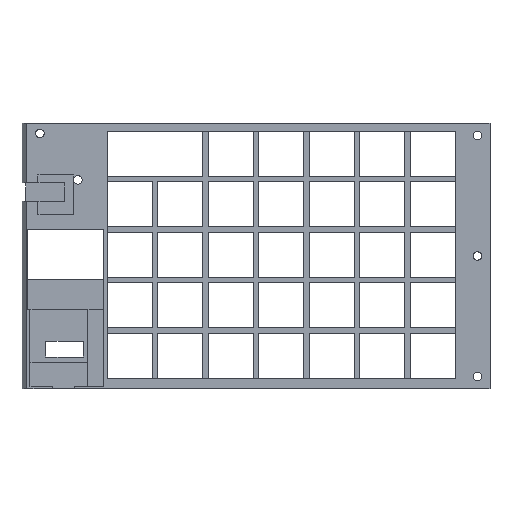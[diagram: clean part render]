
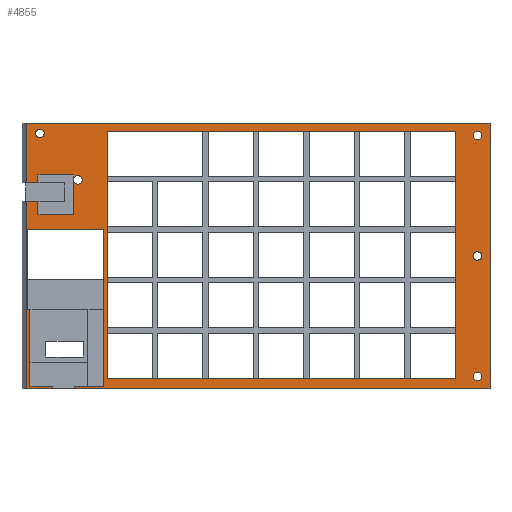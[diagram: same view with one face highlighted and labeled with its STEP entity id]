
A CAD part, front view. The second image highlights one B-rep face of the part: STEP entity #4855.
In plain terms, the highlighted planar face has unit normal (0, -1, 0).
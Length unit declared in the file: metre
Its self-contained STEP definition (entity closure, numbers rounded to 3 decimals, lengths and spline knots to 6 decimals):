
#503=LINE('',#7244,#1140);
#504=LINE('',#7247,#1141);
#505=LINE('',#7249,#1142);
#506=LINE('',#7251,#1143);
#507=LINE('',#7253,#1144);
#508=LINE('',#7255,#1145);
#509=LINE('',#7257,#1146);
#510=LINE('',#7259,#1147);
#511=LINE('',#7261,#1148);
#512=LINE('',#7263,#1149);
#513=LINE('',#7265,#1150);
#514=LINE('',#7267,#1151);
#515=LINE('',#7269,#1152);
#516=LINE('',#7271,#1153);
#517=LINE('',#7273,#1154);
#518=LINE('',#7275,#1155);
#519=LINE('',#7277,#1156);
#520=LINE('',#7279,#1157);
#521=LINE('',#7281,#1158);
#522=LINE('',#7285,#1159);
#523=LINE('',#7287,#1160);
#524=LINE('',#7289,#1161);
#525=LINE('',#7291,#1162);
#526=LINE('',#7292,#1163);
#527=LINE('',#7295,#1164);
#528=LINE('',#7297,#1165);
#529=LINE('',#7299,#1166);
#1140=VECTOR('',#5881,1.);
#1141=VECTOR('',#5882,1.);
#1142=VECTOR('',#5883,1.);
#1143=VECTOR('',#5884,1.);
#1144=VECTOR('',#5885,1.);
#1145=VECTOR('',#5886,1.);
#1146=VECTOR('',#5887,1.);
#1147=VECTOR('',#5888,1.);
#1148=VECTOR('',#5889,1.);
#1149=VECTOR('',#5890,1.);
#1150=VECTOR('',#5891,1.);
#1151=VECTOR('',#5892,1.);
#1152=VECTOR('',#5893,1.);
#1153=VECTOR('',#5894,1.);
#1154=VECTOR('',#5895,1.);
#1155=VECTOR('',#5896,1.);
#1156=VECTOR('',#5897,1.);
#1157=VECTOR('',#5898,1.);
#1158=VECTOR('',#5899,1.);
#1159=VECTOR('',#5902,1.);
#1160=VECTOR('',#5903,1.);
#1161=VECTOR('',#5904,1.);
#1162=VECTOR('',#5905,1.);
#1163=VECTOR('',#5906,1.);
#1164=VECTOR('',#5907,1.);
#1165=VECTOR('',#5908,1.);
#1166=VECTOR('',#5909,1.);
#2013=ORIENTED_EDGE('',*,*,#3208,.T.);
#2014=ORIENTED_EDGE('',*,*,#3209,.T.);
#2015=ORIENTED_EDGE('',*,*,#3210,.T.);
#2016=ORIENTED_EDGE('',*,*,#3211,.T.);
#2017=ORIENTED_EDGE('',*,*,#3212,.F.);
#2018=ORIENTED_EDGE('',*,*,#3213,.T.);
#2019=ORIENTED_EDGE('',*,*,#3214,.F.);
#2020=ORIENTED_EDGE('',*,*,#3215,.T.);
#2021=ORIENTED_EDGE('',*,*,#3216,.F.);
#2022=ORIENTED_EDGE('',*,*,#3217,.F.);
#2023=ORIENTED_EDGE('',*,*,#3218,.F.);
#2024=ORIENTED_EDGE('',*,*,#3219,.T.);
#2025=ORIENTED_EDGE('',*,*,#3220,.F.);
#2026=ORIENTED_EDGE('',*,*,#3221,.F.);
#2027=ORIENTED_EDGE('',*,*,#3222,.F.);
#2028=ORIENTED_EDGE('',*,*,#3223,.F.);
#2029=ORIENTED_EDGE('',*,*,#3224,.T.);
#2030=ORIENTED_EDGE('',*,*,#3225,.T.);
#2031=ORIENTED_EDGE('',*,*,#3226,.F.);
#2032=ORIENTED_EDGE('',*,*,#3227,.T.);
#2033=ORIENTED_EDGE('',*,*,#3228,.F.);
#2034=ORIENTED_EDGE('',*,*,#3229,.T.);
#2035=ORIENTED_EDGE('',*,*,#3230,.F.);
#2036=ORIENTED_EDGE('',*,*,#3231,.T.);
#2037=ORIENTED_EDGE('',*,*,#3232,.F.);
#2038=ORIENTED_EDGE('',*,*,#3233,.F.);
#2039=ORIENTED_EDGE('',*,*,#3234,.F.);
#2040=ORIENTED_EDGE('',*,*,#3235,.F.);
#2041=ORIENTED_EDGE('',*,*,#3236,.F.);
#2042=ORIENTED_EDGE('',*,*,#3237,.T.);
#2043=ORIENTED_EDGE('',*,*,#3238,.T.);
#2044=ORIENTED_EDGE('',*,*,#3239,.F.);
#3208=EDGE_CURVE('',#3796,#3796,#3942,.T.);
#3209=EDGE_CURVE('',#3797,#3797,#3943,.T.);
#3210=EDGE_CURVE('',#3798,#3798,#3944,.T.);
#3211=EDGE_CURVE('',#3799,#3799,#3945,.T.);
#3212=EDGE_CURVE('',#3800,#3801,#503,.T.);
#3213=EDGE_CURVE('',#3800,#3802,#504,.T.);
#3214=EDGE_CURVE('',#3803,#3802,#505,.T.);
#3215=EDGE_CURVE('',#3803,#3804,#506,.T.);
#3216=EDGE_CURVE('',#3805,#3804,#507,.T.);
#3217=EDGE_CURVE('',#3806,#3805,#508,.T.);
#3218=EDGE_CURVE('',#3807,#3806,#509,.T.);
#3219=EDGE_CURVE('',#3807,#3808,#510,.T.);
#3220=EDGE_CURVE('',#3809,#3808,#511,.T.);
#3221=EDGE_CURVE('',#3810,#3809,#512,.T.);
#3222=EDGE_CURVE('',#3811,#3810,#513,.T.);
#3223=EDGE_CURVE('',#3812,#3811,#514,.T.);
#3224=EDGE_CURVE('',#3812,#3813,#515,.T.);
#3225=EDGE_CURVE('',#3813,#3814,#516,.T.);
#3226=EDGE_CURVE('',#3815,#3814,#517,.T.);
#3227=EDGE_CURVE('',#3815,#3816,#518,.T.);
#3228=EDGE_CURVE('',#3817,#3816,#519,.T.);
#3229=EDGE_CURVE('',#3817,#3818,#520,.T.);
#3230=EDGE_CURVE('',#3819,#3818,#521,.T.);
#3231=EDGE_CURVE('',#3819,#3820,#3946,.T.);
#3232=EDGE_CURVE('',#3821,#3820,#522,.T.);
#3233=EDGE_CURVE('',#3822,#3821,#523,.T.);
#3234=EDGE_CURVE('',#3823,#3822,#524,.T.);
#3235=EDGE_CURVE('',#3801,#3823,#525,.T.);
#3236=EDGE_CURVE('',#3824,#3825,#526,.T.);
#3237=EDGE_CURVE('',#3824,#3826,#527,.T.);
#3238=EDGE_CURVE('',#3826,#3827,#528,.T.);
#3239=EDGE_CURVE('',#3825,#3827,#529,.T.);
#3796=VERTEX_POINT('',#7237);
#3797=VERTEX_POINT('',#7239);
#3798=VERTEX_POINT('',#7241);
#3799=VERTEX_POINT('',#7243);
#3800=VERTEX_POINT('',#7245);
#3801=VERTEX_POINT('',#7246);
#3802=VERTEX_POINT('',#7248);
#3803=VERTEX_POINT('',#7250);
#3804=VERTEX_POINT('',#7252);
#3805=VERTEX_POINT('',#7254);
#3806=VERTEX_POINT('',#7256);
#3807=VERTEX_POINT('',#7258);
#3808=VERTEX_POINT('',#7260);
#3809=VERTEX_POINT('',#7262);
#3810=VERTEX_POINT('',#7264);
#3811=VERTEX_POINT('',#7266);
#3812=VERTEX_POINT('',#7268);
#3813=VERTEX_POINT('',#7270);
#3814=VERTEX_POINT('',#7272);
#3815=VERTEX_POINT('',#7274);
#3816=VERTEX_POINT('',#7276);
#3817=VERTEX_POINT('',#7278);
#3818=VERTEX_POINT('',#7280);
#3819=VERTEX_POINT('',#7282);
#3820=VERTEX_POINT('',#7284);
#3821=VERTEX_POINT('',#7286);
#3822=VERTEX_POINT('',#7288);
#3823=VERTEX_POINT('',#7290);
#3824=VERTEX_POINT('',#7293);
#3825=VERTEX_POINT('',#7294);
#3826=VERTEX_POINT('',#7296);
#3827=VERTEX_POINT('',#7298);
#3942=CIRCLE('',#5102,0.0016);
#3943=CIRCLE('',#5103,0.0016);
#3944=CIRCLE('',#5104,0.0016);
#3945=CIRCLE('',#5105,0.0016);
#3946=CIRCLE('',#5106,0.0016);
#4113=EDGE_LOOP('',(#2013));
#4114=EDGE_LOOP('',(#2014));
#4115=EDGE_LOOP('',(#2015));
#4116=EDGE_LOOP('',(#2016));
#4117=EDGE_LOOP('',(#2017,#2018,#2019,#2020,#2021,#2022,#2023,#2024,#2025,
#2026,#2027,#2028,#2029,#2030,#2031,#2032,#2033,#2034,#2035,#2036,#2037,
#2038,#2039,#2040));
#4118=EDGE_LOOP('',(#2041,#2042,#2043,#2044));
#4410=FACE_BOUND('',#4113,.T.);
#4411=FACE_BOUND('',#4114,.T.);
#4412=FACE_BOUND('',#4115,.T.);
#4413=FACE_BOUND('',#4116,.T.);
#4414=FACE_BOUND('',#4117,.T.);
#4415=FACE_BOUND('',#4118,.T.);
#4665=PLANE('',#5101);
#4855=ADVANCED_FACE('',(#4410,#4411,#4412,#4413,#4414,#4415),#4665,.F.);
#5101=AXIS2_PLACEMENT_3D('',#7235,#5871,#5872);
#5102=AXIS2_PLACEMENT_3D('',#7236,#5873,#5874);
#5103=AXIS2_PLACEMENT_3D('',#7238,#5875,#5876);
#5104=AXIS2_PLACEMENT_3D('',#7240,#5877,#5878);
#5105=AXIS2_PLACEMENT_3D('',#7242,#5879,#5880);
#5106=AXIS2_PLACEMENT_3D('',#7283,#5900,#5901);
#5871=DIRECTION('',(0.,1.,0.));
#5872=DIRECTION('',(1.,0.,0.));
#5873=DIRECTION('',(0.,1.,0.));
#5874=DIRECTION('',(1.,0.,0.));
#5875=DIRECTION('',(0.,1.,0.));
#5876=DIRECTION('',(1.,0.,0.));
#5877=DIRECTION('',(0.,1.,0.));
#5878=DIRECTION('',(1.,0.,0.));
#5879=DIRECTION('',(0.,1.,0.));
#5880=DIRECTION('',(1.,0.,0.));
#5881=DIRECTION('',(0.,0.,1.));
#5882=DIRECTION('',(1.,0.,0.));
#5883=DIRECTION('',(0.,0.,-1.));
#5884=DIRECTION('',(-1.,0.,0.));
#5885=DIRECTION('',(0.,0.,-1.));
#5886=DIRECTION('',(1.,0.,0.));
#5887=DIRECTION('',(0.,0.,-1.));
#5888=DIRECTION('',(1.,0.,0.));
#5889=DIRECTION('',(0.,0.,1.));
#5890=DIRECTION('',(1.,0.,0.));
#5891=DIRECTION('',(0.,0.,1.));
#5892=DIRECTION('',(-1.,0.,0.));
#5893=DIRECTION('',(0.,0.,1.));
#5894=DIRECTION('',(-1.,0.,0.));
#5895=DIRECTION('',(0.,0.,1.));
#5896=DIRECTION('',(1.,0.,0.));
#5897=DIRECTION('',(0.,0.,-1.));
#5898=DIRECTION('',(1.,0.,0.));
#5899=DIRECTION('',(0.,0.,1.));
#5900=DIRECTION('',(0.,1.,0.));
#5901=DIRECTION('',(1.,0.,0.));
#5902=DIRECTION('',(0.,0.,1.));
#5903=DIRECTION('',(1.,0.,0.));
#5904=DIRECTION('',(0.,0.,-1.));
#5905=DIRECTION('',(1.,0.,0.));
#5906=DIRECTION('',(0.,0.,1.));
#5907=DIRECTION('',(-1.,0.,0.));
#5908=DIRECTION('',(0.,0.,1.));
#5909=DIRECTION('',(-1.,0.,0.));
#7235=CARTESIAN_POINT('',(0.,0.,0.));
#7236=CARTESIAN_POINT('',(0.08225,0.,-0.04525));
#7237=CARTESIAN_POINT('',(0.08385,0.,-0.04525));
#7238=CARTESIAN_POINT('',(0.08225,0.,0.));
#7239=CARTESIAN_POINT('',(0.08385,0.,0.));
#7240=CARTESIAN_POINT('',(0.08225,0.,0.04525));
#7241=CARTESIAN_POINT('',(0.08385,0.,0.04525));
#7242=CARTESIAN_POINT('',(-0.0823,0.,0.0461));
#7243=CARTESIAN_POINT('',(-0.0807,0.,0.0461));
#7244=CARTESIAN_POINT('',(-0.0872,0.,-0.01475));
#7245=CARTESIAN_POINT('',(-0.0872,0.,-0.05));
#7246=CARTESIAN_POINT('',(-0.0872,0.,0.0205));
#7247=CARTESIAN_POINT('',(-0.087,0.,-0.05));
#7248=CARTESIAN_POINT('',(-0.0775,0.,-0.05));
#7249=CARTESIAN_POINT('',(-0.0775,0.,-0.035));
#7250=CARTESIAN_POINT('',(-0.0775,0.,-0.049));
#7251=CARTESIAN_POINT('',(-0.0775,0.,-0.049));
#7252=CARTESIAN_POINT('',(-0.086,0.,-0.049));
#7253=CARTESIAN_POINT('',(-0.086,0.,-0.035));
#7254=CARTESIAN_POINT('',(-0.086,0.,-0.02));
#7255=CARTESIAN_POINT('',(-0.087,0.,-0.02));
#7256=CARTESIAN_POINT('',(-0.087,0.,-0.02));
#7257=CARTESIAN_POINT('',(-0.087,0.,-0.035));
#7258=CARTESIAN_POINT('',(-0.087,0.,0.01));
#7259=CARTESIAN_POINT('',(-0.072,0.,0.01));
#7260=CARTESIAN_POINT('',(-0.0582,0.,0.01));
#7261=CARTESIAN_POINT('',(-0.0582,0.,-0.05));
#7262=CARTESIAN_POINT('',(-0.0582,0.,-0.049));
#7263=CARTESIAN_POINT('',(-0.0642,0.,-0.049));
#7264=CARTESIAN_POINT('',(-0.0692,0.,-0.049));
#7265=CARTESIAN_POINT('',(-0.0692,0.,-0.05));
#7266=CARTESIAN_POINT('',(-0.0692,0.,-0.05));
#7267=CARTESIAN_POINT('',(0.,0.,-0.05));
#7268=CARTESIAN_POINT('',(0.087,0.,-0.05));
#7269=CARTESIAN_POINT('',(0.087,0.,0.));
#7270=CARTESIAN_POINT('',(0.087,0.,0.05));
#7271=CARTESIAN_POINT('',(0.,0.,0.05));
#7272=CARTESIAN_POINT('',(-0.0872,0.,0.05));
#7273=CARTESIAN_POINT('',(-0.0872,0.,0.03875));
#7274=CARTESIAN_POINT('',(-0.0872,0.,0.0275));
#7275=CARTESIAN_POINT('',(-0.08,0.,0.0275));
#7276=CARTESIAN_POINT('',(-0.083,0.,0.0275));
#7277=CARTESIAN_POINT('',(-0.083,0.,0.029));
#7278=CARTESIAN_POINT('',(-0.083,0.,0.0305));
#7279=CARTESIAN_POINT('',(-0.07825,0.,0.0305));
#7280=CARTESIAN_POINT('',(-0.0695,0.,0.0305));
#7281=CARTESIAN_POINT('',(-0.0695,0.,0.023));
#7282=CARTESIAN_POINT('',(-0.0695,0.,0.029157));
#7283=CARTESIAN_POINT('',(-0.068,0.,0.0286));
#7284=CARTESIAN_POINT('',(-0.0695,0.,0.028043));
#7285=CARTESIAN_POINT('',(-0.0695,0.,0.023));
#7286=CARTESIAN_POINT('',(-0.0695,0.,0.0155));
#7287=CARTESIAN_POINT('',(-0.07825,0.,0.0155));
#7288=CARTESIAN_POINT('',(-0.083,0.,0.0155));
#7289=CARTESIAN_POINT('',(-0.083,0.,0.018));
#7290=CARTESIAN_POINT('',(-0.083,0.,0.0205));
#7291=CARTESIAN_POINT('',(-0.08,0.,0.0205));
#7292=CARTESIAN_POINT('',(0.074,0.,0.));
#7293=CARTESIAN_POINT('',(0.074,0.,-0.046));
#7294=CARTESIAN_POINT('',(0.074,0.,0.047));
#7295=CARTESIAN_POINT('',(0.,0.,-0.046));
#7296=CARTESIAN_POINT('',(-0.057,0.,-0.046));
#7297=CARTESIAN_POINT('',(-0.057,0.,0.));
#7298=CARTESIAN_POINT('',(-0.057,0.,0.047));
#7299=CARTESIAN_POINT('',(0.,0.,0.047));
